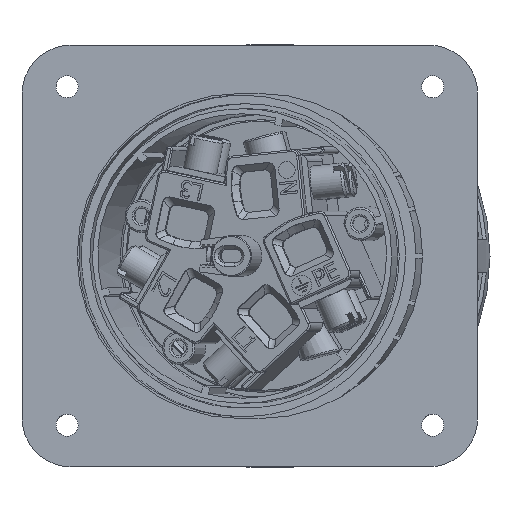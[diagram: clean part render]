
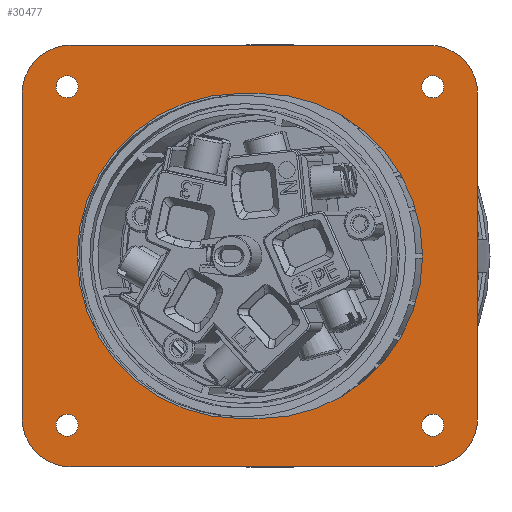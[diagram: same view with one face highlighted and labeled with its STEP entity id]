
A CAD part, left-side view. The second image highlights one B-rep face of the part: STEP entity #30477.
In plain terms, the highlighted planar face has unit normal (-1, 0, 0).
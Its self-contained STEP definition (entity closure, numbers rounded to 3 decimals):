
#335=FACE_BOUND('',#4993,.T.);
#336=FACE_BOUND('',#4994,.T.);
#337=FACE_BOUND('',#4995,.T.);
#338=FACE_BOUND('',#4996,.T.);
#339=FACE_BOUND('',#4997,.T.);
#1503=PLANE('',#32969);
#3312=FACE_OUTER_BOUND('',#4992,.T.);
#4992=EDGE_LOOP('',(#24667,#24668,#24669,#24670,#24671,#24672,#24673,#24674));
#4993=EDGE_LOOP('',(#24675,#24676,#24677,#24678));
#4994=EDGE_LOOP('',(#24679));
#4995=EDGE_LOOP('',(#24680));
#4996=EDGE_LOOP('',(#24681));
#4997=EDGE_LOOP('',(#24682));
#7251=LINE('',#51761,#9742);
#7252=LINE('',#51765,#9743);
#7253=LINE('',#51769,#9744);
#7254=LINE('',#51772,#9745);
#7255=LINE('',#51777,#9746);
#7256=LINE('',#51780,#9747);
#9742=VECTOR('',#39524,10.);
#9743=VECTOR('',#39527,10.);
#9744=VECTOR('',#39530,10.);
#9745=VECTOR('',#39533,10.);
#9746=VECTOR('',#39536,10.);
#9747=VECTOR('',#39539,10.);
#11269=CIRCLE('',#32970,14.5);
#11270=CIRCLE('',#32971,14.5);
#11271=CIRCLE('',#32972,14.5);
#11272=CIRCLE('',#32973,14.5);
#11273=CIRCLE('',#32974,48.);
#11274=CIRCLE('',#32975,48.);
#11275=CIRCLE('',#32976,3.25);
#11276=CIRCLE('',#32977,3.25);
#11277=CIRCLE('',#32978,3.25);
#11278=CIRCLE('',#32979,3.25);
#13532=VERTEX_POINT('',#51757);
#13533=VERTEX_POINT('',#51758);
#13534=VERTEX_POINT('',#51760);
#13535=VERTEX_POINT('',#51762);
#13536=VERTEX_POINT('',#51764);
#13537=VERTEX_POINT('',#51766);
#13538=VERTEX_POINT('',#51768);
#13539=VERTEX_POINT('',#51770);
#13540=VERTEX_POINT('',#51773);
#13541=VERTEX_POINT('',#51774);
#13542=VERTEX_POINT('',#51776);
#13543=VERTEX_POINT('',#51778);
#13544=VERTEX_POINT('',#51781);
#13545=VERTEX_POINT('',#51783);
#13546=VERTEX_POINT('',#51785);
#13547=VERTEX_POINT('',#51787);
#17427=EDGE_CURVE('',#13532,#13533,#11269,.T.);
#17428=EDGE_CURVE('',#13534,#13532,#7251,.T.);
#17429=EDGE_CURVE('',#13535,#13534,#11270,.T.);
#17430=EDGE_CURVE('',#13536,#13535,#7252,.T.);
#17431=EDGE_CURVE('',#13537,#13536,#11271,.T.);
#17432=EDGE_CURVE('',#13538,#13537,#7253,.T.);
#17433=EDGE_CURVE('',#13539,#13538,#11272,.T.);
#17434=EDGE_CURVE('',#13533,#13539,#7254,.T.);
#17435=EDGE_CURVE('',#13540,#13541,#11273,.T.);
#17436=EDGE_CURVE('',#13541,#13542,#7255,.T.);
#17437=EDGE_CURVE('',#13542,#13543,#11274,.T.);
#17438=EDGE_CURVE('',#13543,#13540,#7256,.T.);
#17439=EDGE_CURVE('',#13544,#13544,#11275,.T.);
#17440=EDGE_CURVE('',#13545,#13545,#11276,.T.);
#17441=EDGE_CURVE('',#13546,#13546,#11277,.T.);
#17442=EDGE_CURVE('',#13547,#13547,#11278,.T.);
#24667=ORIENTED_EDGE('',*,*,#17427,.F.);
#24668=ORIENTED_EDGE('',*,*,#17428,.F.);
#24669=ORIENTED_EDGE('',*,*,#17429,.F.);
#24670=ORIENTED_EDGE('',*,*,#17430,.F.);
#24671=ORIENTED_EDGE('',*,*,#17431,.F.);
#24672=ORIENTED_EDGE('',*,*,#17432,.F.);
#24673=ORIENTED_EDGE('',*,*,#17433,.F.);
#24674=ORIENTED_EDGE('',*,*,#17434,.F.);
#24675=ORIENTED_EDGE('',*,*,#17435,.T.);
#24676=ORIENTED_EDGE('',*,*,#17436,.T.);
#24677=ORIENTED_EDGE('',*,*,#17437,.T.);
#24678=ORIENTED_EDGE('',*,*,#17438,.T.);
#24679=ORIENTED_EDGE('',*,*,#17439,.T.);
#24680=ORIENTED_EDGE('',*,*,#17440,.T.);
#24681=ORIENTED_EDGE('',*,*,#17441,.T.);
#24682=ORIENTED_EDGE('',*,*,#17442,.T.);
#30477=ADVANCED_FACE('',(#3312,#335,#336,#337,#338,#339),#1503,.F.);
#32969=AXIS2_PLACEMENT_3D('',#51756,#39520,#39521);
#32970=AXIS2_PLACEMENT_3D('',#51759,#39522,#39523);
#32971=AXIS2_PLACEMENT_3D('',#51763,#39525,#39526);
#32972=AXIS2_PLACEMENT_3D('',#51767,#39528,#39529);
#32973=AXIS2_PLACEMENT_3D('',#51771,#39531,#39532);
#32974=AXIS2_PLACEMENT_3D('',#51775,#39534,#39535);
#32975=AXIS2_PLACEMENT_3D('',#51779,#39537,#39538);
#32976=AXIS2_PLACEMENT_3D('',#51782,#39540,#39541);
#32977=AXIS2_PLACEMENT_3D('',#51784,#39542,#39543);
#32978=AXIS2_PLACEMENT_3D('',#51786,#39544,#39545);
#32979=AXIS2_PLACEMENT_3D('',#51788,#39546,#39547);
#39520=DIRECTION('center_axis',(1.,0.,0.));
#39521=DIRECTION('ref_axis',(0.,0.,
-1.));
#39522=DIRECTION('center_axis',(1.,0.,0.));
#39523=DIRECTION('ref_axis',(0.,-1.,0.));
#39524=DIRECTION('',(0.,1.,0.));
#39525=DIRECTION('center_axis',(1.,0.,0.));
#39526=DIRECTION('ref_axis',(0.,0.,
1.));
#39527=DIRECTION('',(0.,0.,-1.));
#39528=DIRECTION('center_axis',(1.,0.,0.));
#39529=DIRECTION('ref_axis',(0.,1.,0.));
#39530=DIRECTION('',(0.,-1.,0.));
#39531=DIRECTION('center_axis',(1.,0.,0.));
#39532=DIRECTION('ref_axis',(0.,0.,
-1.));
#39533=DIRECTION('',(0.,0.,1.));
#39534=DIRECTION('center_axis',(1.,0.,0.));
#39535=DIRECTION('ref_axis',(0.,0.,
1.));
#39536=DIRECTION('',(0.,1.,0.));
#39537=DIRECTION('center_axis',(1.,0.,0.));
#39538=DIRECTION('ref_axis',(0.,0.,
-1.));
#39539=DIRECTION('',(0.,-1.,0.));
#39540=DIRECTION('center_axis',(1.,0.,0.));
#39541=DIRECTION('ref_axis',(0.,0.,
1.));
#39542=DIRECTION('center_axis',(1.,0.,0.));
#39543=DIRECTION('ref_axis',(0.,0.,
1.));
#39544=DIRECTION('center_axis',(1.,0.,0.));
#39545=DIRECTION('ref_axis',(0.,0.,
1.));
#39546=DIRECTION('center_axis',(1.,0.,0.));
#39547=DIRECTION('ref_axis',(0.,0.,
1.));
#51756=CARTESIAN_POINT('Origin',(-3.,-2.292,0.));
#51757=CARTESIAN_POINT('',(-3.,50.508,-62.3));
#51758=CARTESIAN_POINT('',(-3.,65.008,-47.8));
#51759=CARTESIAN_POINT('Origin',(-3.,50.508,-47.8));
#51760=CARTESIAN_POINT('',(-3.,-55.092,-62.3));
#51761=CARTESIAN_POINT('',(-3.,-55.092,-62.3));
#51762=CARTESIAN_POINT('',(-3.,-69.592,-47.8));
#51763=CARTESIAN_POINT('Origin',(-3.,-55.092,-47.8));
#51764=CARTESIAN_POINT('',(-3.,-69.592,47.8));
#51765=CARTESIAN_POINT('',(-3.,-69.592,47.8));
#51766=CARTESIAN_POINT('',(-3.,-55.092,62.3));
#51767=CARTESIAN_POINT('Origin',(-3.,-55.092,47.8));
#51768=CARTESIAN_POINT('',(-3.,50.508,62.3));
#51769=CARTESIAN_POINT('',(-3.,50.508,62.3));
#51770=CARTESIAN_POINT('',(-3.,65.008,47.8));
#51771=CARTESIAN_POINT('Origin',(-3.,50.508,47.8));
#51772=CARTESIAN_POINT('',(-3.,65.008,-47.8));
#51773=CARTESIAN_POINT('',(-3.,-5.292,48.));
#51774=CARTESIAN_POINT('',(-3.,-5.292,-48.));
#51775=CARTESIAN_POINT('Origin',(-3.,-5.292,0.));
#51776=CARTESIAN_POINT('',(-3.,0.708,-48.));
#51777=CARTESIAN_POINT('',(-3.,-0.792,-48.));
#51778=CARTESIAN_POINT('',(-3.,0.708,48.));
#51779=CARTESIAN_POINT('Origin',(-3.,0.708,0.));
#51780=CARTESIAN_POINT('',(-3.,-3.792,48.));
#51781=CARTESIAN_POINT('',(-3.,-56.292,46.75));
#51782=CARTESIAN_POINT('Origin',(-3.,-56.292,50.));
#51783=CARTESIAN_POINT('',(-3.,51.708,-53.25));
#51784=CARTESIAN_POINT('Origin',(-3.,51.708,-50.));
#51785=CARTESIAN_POINT('',(-3.,51.708,46.75));
#51786=CARTESIAN_POINT('Origin',(-3.,51.708,50.));
#51787=CARTESIAN_POINT('',(-3.,-56.292,-53.25));
#51788=CARTESIAN_POINT('Origin',(-3.,-56.292,-50.));
